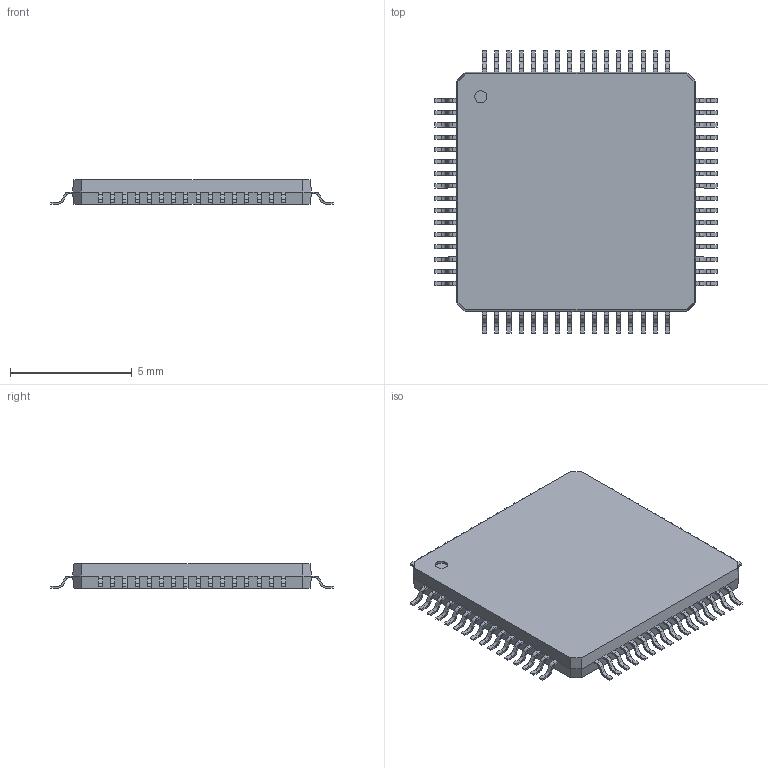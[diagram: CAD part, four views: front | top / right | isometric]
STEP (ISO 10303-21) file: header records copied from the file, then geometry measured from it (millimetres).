
FILE_DESCRIPTION(('FreeCAD Model'),'2;1');
FILE_NAME('Fusion.step','2018-03-14T19:35:20',( 'kicad StepUp'),('ksu MCAD'),'Open CASCADE STEP processor 6.8', 'FreeCAD','Unknown');
FILE_SCHEMA(('AUTOMOTIVE_DESIGN_CC2 { 1 2 10303 214 -1 1 5 4 }'));
Length unit declared in the file: millimetre
Products named in the file (2): ASSEMBLY; Fusion
Assembly tree (1 placements, depth 2):
  ASSEMBLY
    Fusion
Bounding box: 11.57 x 11.58 x 1 mm (x, y, z)
Volume: 95.6 mm3; surface area: 260.9 mm2
Topology: 1 solids, 1 shells, 949 faces, 2702 edges, 1756 vertices
Faces by surface type: plane 691, cylinder 258
Entity records: 37219 total; most frequent: CARTESIAN_POINT 5409, ORIENTED_EDGE 5404, DIRECTION 5120, EDGE_CURVE 2702, LINE 2186, VECTOR 2186, VERTEX_POINT 1756, AXIS2_PLACEMENT_3D 1467
